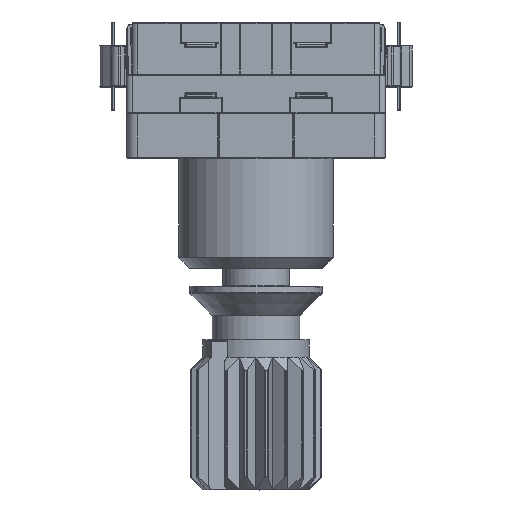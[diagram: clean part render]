
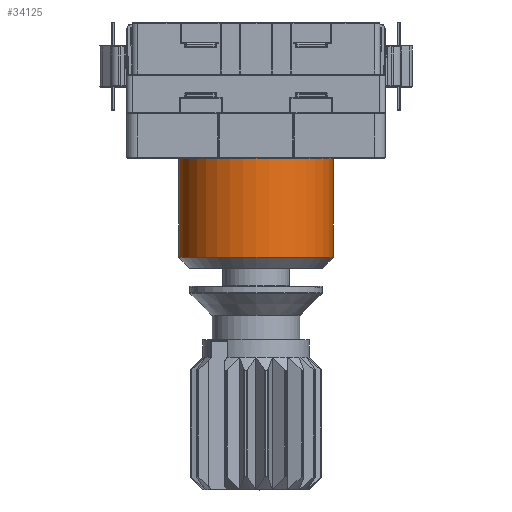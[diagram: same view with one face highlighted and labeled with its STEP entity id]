
A CAD part, top view. The second image highlights one B-rep face of the part: STEP entity #34125.
In plain terms, the highlighted cylindrical face has radius 3.5 mm (diameter 7 mm), a full revolution.
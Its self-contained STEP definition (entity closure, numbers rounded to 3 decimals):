
#2618=FACE_OUTER_BOUND('',#4746,.T.);
#4746=EDGE_LOOP('',(#24404,#24405,#24406,#24407,#24408,#24409,#24410,#24411));
#6790=LINE('',#56174,#9133);
#9133=VECTOR('',#44002,3.5);
#11629=CIRCLE('',#37206,3.5);
#11631=CIRCLE('',#37208,3.5);
#11632=CIRCLE('',#37209,3.5);
#11633=CIRCLE('',#37211,3.5);
#11634=CIRCLE('',#37212,3.5);
#11635=CIRCLE('',#37213,3.5);
#13840=VERTEX_POINT('',#56161);
#13841=VERTEX_POINT('',#56162);
#13842=VERTEX_POINT('',#56165);
#13843=VERTEX_POINT('',#56169);
#13844=VERTEX_POINT('',#56170);
#13845=VERTEX_POINT('',#56172);
#17525=EDGE_CURVE('',#13840,#13841,#11629,.T.);
#17527=EDGE_CURVE('',#13841,#13842,#11631,.T.);
#17528=EDGE_CURVE('',#13842,#13840,#11632,.T.);
#17529=EDGE_CURVE('',#13843,#13844,#11633,.T.);
#17530=EDGE_CURVE('',#13845,#13843,#11634,.T.);
#17531=EDGE_CURVE('',#13845,#13842,#6790,.T.);
#17532=EDGE_CURVE('',#13844,#13845,#11635,.T.);
#24404=ORIENTED_EDGE('',*,*,#17529,.F.);
#24405=ORIENTED_EDGE('',*,*,#17530,.F.);
#24406=ORIENTED_EDGE('',*,*,#17531,.T.);
#24407=ORIENTED_EDGE('',*,*,#17527,.F.);
#24408=ORIENTED_EDGE('',*,*,#17525,.F.);
#24409=ORIENTED_EDGE('',*,*,#17528,.F.);
#24410=ORIENTED_EDGE('',*,*,#17531,.F.);
#24411=ORIENTED_EDGE('',*,*,#17532,.F.);
#30600=CYLINDRICAL_SURFACE('',#37210,3.5);
#34125=ADVANCED_FACE('',(#2618),#30600,.T.);
#37206=AXIS2_PLACEMENT_3D('',#56163,#43988,#43989);
#37208=AXIS2_PLACEMENT_3D('',#56166,#43992,#43993);
#37209=AXIS2_PLACEMENT_3D('',#56167,#43994,#43995);
#37210=AXIS2_PLACEMENT_3D('',#56168,#43996,#43997);
#37211=AXIS2_PLACEMENT_3D('',#56171,#43998,#43999);
#37212=AXIS2_PLACEMENT_3D('',#56173,#44000,#44001);
#37213=AXIS2_PLACEMENT_3D('',#56175,#44003,#44004);
#43988=DIRECTION('center_axis',(0.,1.,0.));
#43989=DIRECTION('ref_axis',(-1.,0.,0.));
#43992=DIRECTION('center_axis',(0.,1.,0.));
#43993=DIRECTION('ref_axis',(-1.,0.,0.));
#43994=DIRECTION('center_axis',(0.,1.,0.));
#43995=DIRECTION('ref_axis',(-1.,0.,0.));
#43996=DIRECTION('center_axis',(0.,-1.,0.));
#43997=DIRECTION('ref_axis',(1.,0.,0.));
#43998=DIRECTION('center_axis',(0.,-1.,0.));
#43999=DIRECTION('ref_axis',(-1.,0.,0.));
#44000=DIRECTION('center_axis',(0.,-1.,0.));
#44001=DIRECTION('ref_axis',(-1.,0.,0.));
#44002=DIRECTION('',(0.,1.,0.));
#44003=DIRECTION('center_axis',(0.,-1.,0.));
#44004=DIRECTION('ref_axis',(-1.,0.,0.));
#56161=CARTESIAN_POINT('',(6.,-2.826,6.53));
#56162=CARTESIAN_POINT('',(2.5,-2.826,3.03));
#56163=CARTESIAN_POINT('Origin',(2.5,-2.826,6.53));
#56165=CARTESIAN_POINT('',(-1.,-2.826,6.53));
#56166=CARTESIAN_POINT('Origin',(2.5,-2.826,6.53));
#56167=CARTESIAN_POINT('Origin',(2.5,-2.826,6.53));
#56168=CARTESIAN_POINT('Origin',(2.5,-2.801,6.53));
#56169=CARTESIAN_POINT('',(6.,-7.291,6.53));
#56170=CARTESIAN_POINT('',(2.5,-7.291,10.03));
#56171=CARTESIAN_POINT('Origin',(2.5,-7.291,6.53));
#56172=CARTESIAN_POINT('',(-1.,-7.291,6.53));
#56173=CARTESIAN_POINT('Origin',(2.5,-7.291,6.53));
#56174=CARTESIAN_POINT('',(-1.,-2.801,6.53));
#56175=CARTESIAN_POINT('Origin',(2.5,-7.291,6.53));
